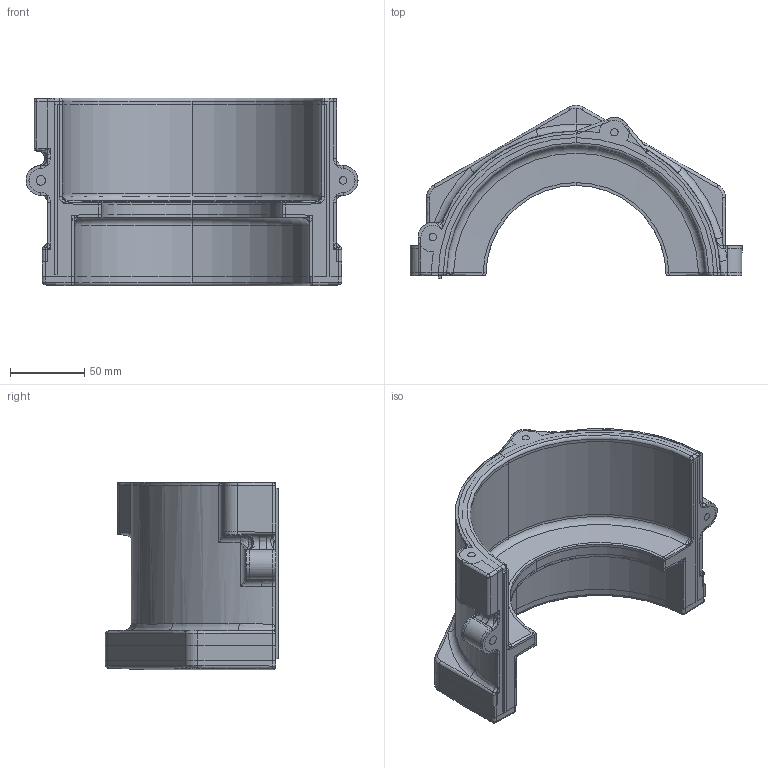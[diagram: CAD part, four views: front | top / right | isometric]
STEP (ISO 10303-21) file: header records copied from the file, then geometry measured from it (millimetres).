
FILE_DESCRIPTION (( 'STEP AP203' ), '1' );
FILE_NAME ('M005 - usinagem P026.STEP', '2025-04-08T16:16:34', ( '' ), ( '' ), 'SwSTEP 2.0', 'SolidWorks 2018', '' );
FILE_SCHEMA (( 'CONFIG_CONTROL_DESIGN' ));
Length unit declared in the file: millimetre
Products named in the file (3): P026_v03 - fechamento_traseiro_motor; M005 - usinagem P026; P026_v05 - fechamento_traseiro_motor - fundida
Assembly tree (2 placements, depth 2):
  M005 - usinagem P026
    P026_v05 - fechamento_traseiro_motor - fundida
    P026_v03 - fechamento_traseiro_motor
Bounding box: 224 x 117 x 126.71 mm (x, y, z)
Volume: 1180771.2 mm3; surface area: 201508.9 mm2
Topology: 2 solids, 2 shells, 266 faces, 662 edges, 383 vertices
Faces by surface type: bspline 90, cylinder 75, plane 45, torus 28, sphere 16, cone 12
Entity records: 20365 total; most frequent: CARTESIAN_POINT 14438, ORIENTED_EDGE 1278, DIRECTION 1073, EDGE_CURVE 639, AXIS2_PLACEMENT_3D 452, VERTEX_POINT 379, EDGE_LOOP 278, CIRCLE 271
